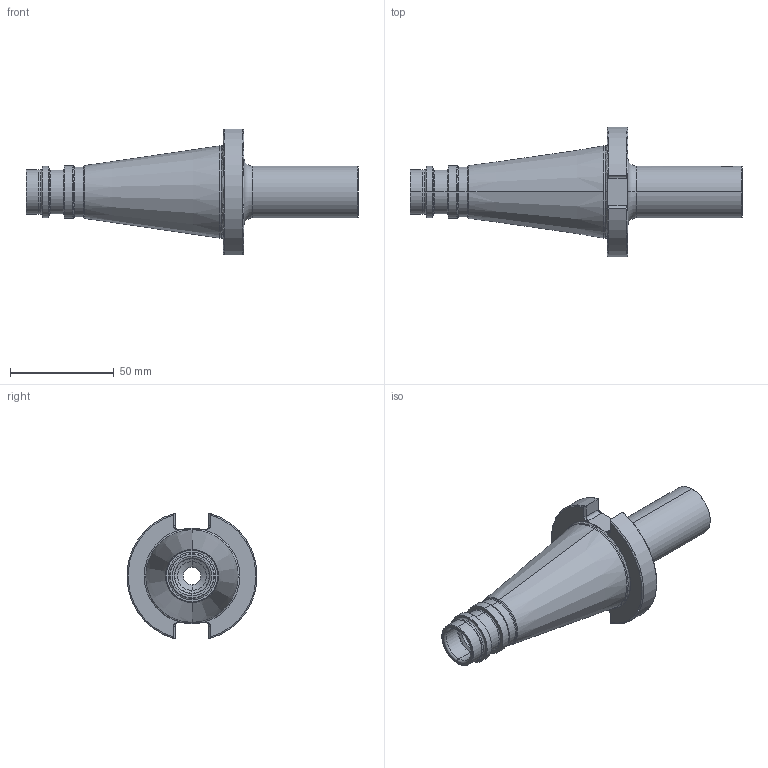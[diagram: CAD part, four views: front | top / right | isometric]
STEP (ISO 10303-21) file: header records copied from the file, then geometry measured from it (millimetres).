
FILE_DESCRIPTION (( 'STEP AP203' ), '1' );
FILE_NAME ('102.400.252.STEP', '2018-03-12T06:40:57', ( 'SWIAdmin' ), ( 'Hewlett-Packard Company' ), 'SwSTEP 2.0', 'SolidWorks 2017', '' );
FILE_SCHEMA (( 'CONFIG_CONTROL_DESIGN' ));
Length unit declared in the file: millimetre
Products named in the file (1): 102.400.252
Bounding box: 160 x 62.56 x 60.7 mm (x, y, z)
Volume: 115100.2 mm3; surface area: 26299.1 mm2
Topology: 1 solids, 1 shells, 138 faces, 320 edges, 189 vertices
Faces by surface type: cylinder 53, torus 34, plane 31, cone 20
Entity records: 4214 total; most frequent: CARTESIAN_POINT 1012, DIRECTION 697, ORIENTED_EDGE 640, EDGE_CURVE 320, AXIS2_PLACEMENT_3D 288, VERTEX_POINT 189, CIRCLE 149, EDGE_LOOP 147
